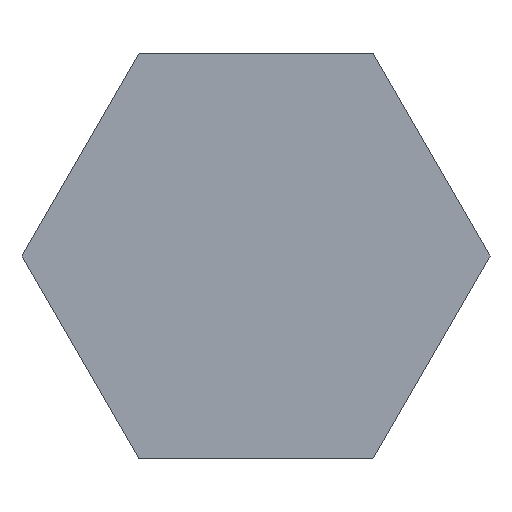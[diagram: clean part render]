
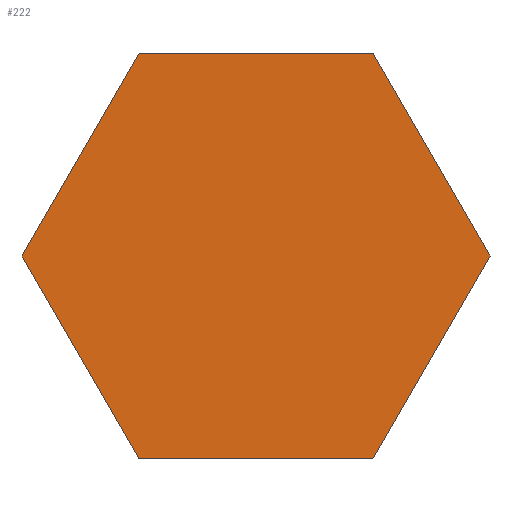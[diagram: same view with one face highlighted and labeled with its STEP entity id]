
A CAD part, front view. The second image highlights one B-rep face of the part: STEP entity #222.
In plain terms, the highlighted planar face has unit normal (0, -1, 0).
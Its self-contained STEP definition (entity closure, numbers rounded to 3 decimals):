
#1 = ORIENTED_EDGE ( 'NONE', *, *, #211, .F. ) ;
#9 = CARTESIAN_POINT ( 'NONE',  ( 0., 0., 0. ) ) ;
#12 = CARTESIAN_POINT ( 'NONE',  ( -3.666, 0., -6.35 ) ) ;
#15 = VECTOR ( 'NONE', #51, 1000. ) ;
#20 = ORIENTED_EDGE ( 'NONE', *, *, #56, .F. ) ;
#24 = CARTESIAN_POINT ( 'NONE',  ( 3.666, 0., 6.35 ) ) ;
#25 = ORIENTED_EDGE ( 'NONE', *, *, #187, .F. ) ;
#41 = VERTEX_POINT ( 'NONE', #69 ) ;
#47 = VECTOR ( 'NONE', #200, 1000. ) ;
#49 = EDGE_CURVE ( 'NONE', #182, #41, #165, .T. ) ;
#50 = LINE ( 'NONE', #170, #15 ) ;
#51 = DIRECTION ( 'NONE',  ( 1., 0., 0. ) ) ;
#56 = EDGE_CURVE ( 'NONE', #140, #158, #146, .T. ) ;
#64 = CARTESIAN_POINT ( 'NONE',  ( 3.666, 0., -6.35 ) ) ;
#68 = AXIS2_PLACEMENT_3D ( 'NONE', #9, #150, #95 ) ;
#69 = CARTESIAN_POINT ( 'NONE',  ( 3.666, 0., -6.35 ) ) ;
#73 = VECTOR ( 'NONE', #129, 1000. ) ;
#76 = PLANE ( 'NONE',  #68 ) ;
#78 = FACE_OUTER_BOUND ( 'NONE', #119, .T. ) ;
#91 = CARTESIAN_POINT ( 'NONE',  ( 7.332, 0., 0. ) ) ;
#95 = DIRECTION ( 'NONE',  ( 0., 0., 1. ) ) ;
#104 = LINE ( 'NONE', #24, #47 ) ;
#111 = DIRECTION ( 'NONE',  ( -0.5, 0., 0.866 ) ) ;
#117 = EDGE_CURVE ( 'NONE', #161, #182, #104, .T. ) ;
#119 = EDGE_LOOP ( 'NONE', ( #250, #1, #20, #25, #213, #166 ) ) ;
#129 = DIRECTION ( 'NONE',  ( -0.5, 0., -0.866 ) ) ;
#131 = VECTOR ( 'NONE', #139, 1000. ) ;
#138 = EDGE_CURVE ( 'NONE', #41, #177, #236, .T. ) ;
#139 = DIRECTION ( 'NONE',  ( -1., 0., 0. ) ) ;
#140 = VERTEX_POINT ( 'NONE', #214 ) ;
#146 = LINE ( 'NONE', #184, #230 ) ;
#150 = DIRECTION ( 'NONE',  ( 0., 1., 0. ) ) ;
#151 = CARTESIAN_POINT ( 'NONE',  ( -3.666, 0., 6.35 ) ) ;
#156 = VECTOR ( 'NONE', #111, 1000. ) ;
#158 = VERTEX_POINT ( 'NONE', #151 ) ;
#161 = VERTEX_POINT ( 'NONE', #210 ) ;
#165 = LINE ( 'NONE', #240, #73 ) ;
#166 = ORIENTED_EDGE ( 'NONE', *, *, #49, .F. ) ;
#170 = CARTESIAN_POINT ( 'NONE',  ( -3.666, 0., 6.35 ) ) ;
#171 = CARTESIAN_POINT ( 'NONE',  ( -3.666, 0., -6.35 ) ) ;
#177 = VERTEX_POINT ( 'NONE', #12 ) ;
#182 = VERTEX_POINT ( 'NONE', #91 ) ;
#184 = CARTESIAN_POINT ( 'NONE',  ( -7.332, 0., 0. ) ) ;
#186 = LINE ( 'NONE', #171, #156 ) ;
#187 = EDGE_CURVE ( 'NONE', #177, #140, #186, .T. ) ;
#200 = DIRECTION ( 'NONE',  ( 0.5, 0., -0.866 ) ) ;
#210 = CARTESIAN_POINT ( 'NONE',  ( 3.666, 0., 6.35 ) ) ;
#211 = EDGE_CURVE ( 'NONE', #158, #161, #50, .T. ) ;
#213 = ORIENTED_EDGE ( 'NONE', *, *, #138, .F. ) ;
#214 = CARTESIAN_POINT ( 'NONE',  ( -7.332, 0., 0. ) ) ;
#222 = ADVANCED_FACE ( 'NONE', ( #78 ), #76, .F. ) ;
#230 = VECTOR ( 'NONE', #238, 1000. ) ;
#236 = LINE ( 'NONE', #64, #131 ) ;
#238 = DIRECTION ( 'NONE',  ( 0.5, 0., 0.866 ) ) ;
#240 = CARTESIAN_POINT ( 'NONE',  ( 7.332, 0., 0. ) ) ;
#250 = ORIENTED_EDGE ( 'NONE', *, *, #117, .F. ) ;
